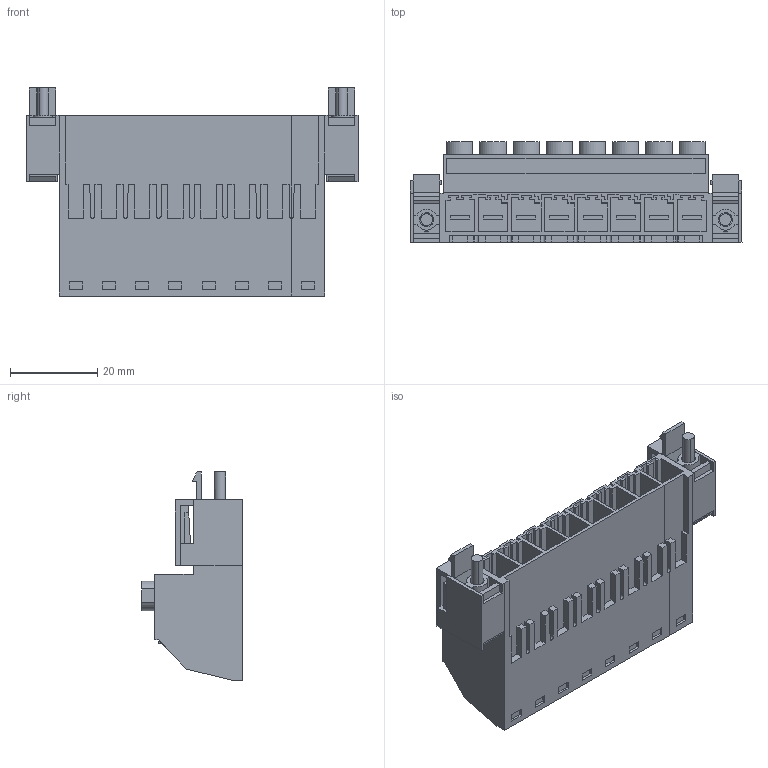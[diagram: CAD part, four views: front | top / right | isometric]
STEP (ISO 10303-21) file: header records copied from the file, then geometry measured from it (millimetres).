
FILE_DESCRIPTION(('CATIA V5 STEP Exchange','CAx-IF Rec.Pracs.--- Model Styling and Organization---1.4--- 2014-01-23'),'2;1');
FILE_NAME ('D1561374_0_1951060000_1951060000.stp','2023-02-01T14:27:35+00:00',('none'),('Weidmueller'),'CATIA Version 5-6 Release 2016 SP3 HF44','CATIA V5 STEP AP214','none');
FILE_SCHEMA(('AUTOMOTIVE_DESIGN { 1 0 10303 214 1 1 1 1 }'));
Length unit declared in the file: millimetre
Products named in the file (1): 1951060000
Bounding box: 76.2 x 23.1 x 47.75 mm (x, y, z)
Volume: 27752.9 mm3; surface area: 23034.1 mm2
Topology: 23 solids, 23 shells, 867 faces, 2363 edges, 1581 vertices
Faces by surface type: plane 793, cylinder 74
Entity records: 25834 total; most frequent: ORIENTED_EDGE 4726, CARTESIAN_POINT 4593, DIRECTION 3376, EDGE_CURVE 2363, VECTOR 2138, LINE 2138, VERTEX_POINT 1581, EDGE_LOOP 914
